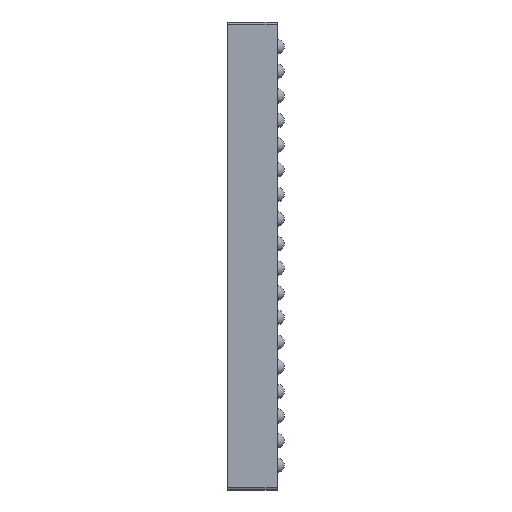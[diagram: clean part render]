
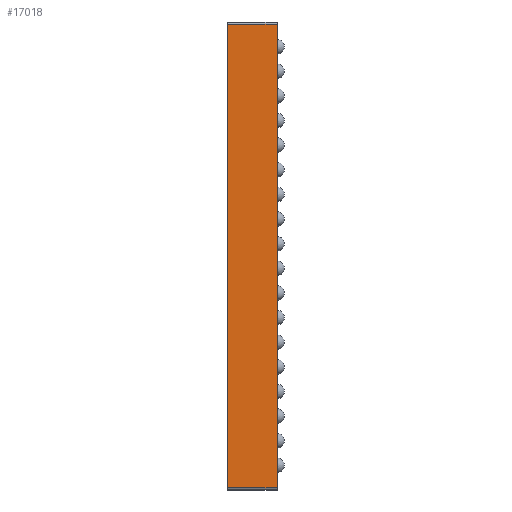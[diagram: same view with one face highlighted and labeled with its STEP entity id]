
A CAD part, left-side view. The second image highlights one B-rep face of the part: STEP entity #17018.
In plain terms, the highlighted planar face has unit normal (-1, 0, 0).
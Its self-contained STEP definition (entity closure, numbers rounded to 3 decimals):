
#469 = VECTOR ( 'NONE', #15190, 1000. ) ;
#666 = VERTEX_POINT ( 'NONE', #18147 ) ;
#1013 = LINE ( 'NONE', #3571, #469 ) ;
#1026 = VECTOR ( 'NONE', #5576, 1000. ) ;
#1168 = EDGE_CURVE ( 'NONE', #3227, #13104, #1013, .T. ) ;
#3227 = VERTEX_POINT ( 'NONE', #5159 ) ;
#3571 = CARTESIAN_POINT ( 'NONE',  ( -9.5, 2., 9.4 ) ) ;
#3967 = EDGE_CURVE ( 'NONE', #10443, #13104, #6211, .T. ) ;
#4992 = ORIENTED_EDGE ( 'NONE', *, *, #15768, .T. ) ;
#5033 = EDGE_CURVE ( 'NONE', #666, #3227, #5439, .T. ) ;
#5159 = CARTESIAN_POINT ( 'NONE',  ( -9.5, 2., 9.4 ) ) ;
#5439 = LINE ( 'NONE', #8912, #1026 ) ;
#5443 = ORIENTED_EDGE ( 'NONE', *, *, #1168, .F. ) ;
#5576 = DIRECTION ( 'NONE',  ( 0., 0., 1. ) ) ;
#6037 = ORIENTED_EDGE ( 'NONE', *, *, #3967, .T. ) ;
#6211 = LINE ( 'NONE', #15720, #14539 ) ;
#6387 = LINE ( 'NONE', #6922, #19201 ) ;
#6624 = CARTESIAN_POINT ( 'NONE',  ( -9.5, 0., -9.4 ) ) ;
#6922 = CARTESIAN_POINT ( 'NONE',  ( -9.5, 2., -9.4 ) ) ;
#8167 = DIRECTION ( 'NONE',  ( 1., 0., 0. ) ) ;
#8440 = DIRECTION ( 'NONE',  ( 0., -1., 0. ) ) ;
#8912 = CARTESIAN_POINT ( 'NONE',  ( -9.5, 2., -9.4 ) ) ;
#9311 = DIRECTION ( 'NONE',  ( 0., 0., 1. ) ) ;
#10443 = VERTEX_POINT ( 'NONE', #6624 ) ;
#13104 = VERTEX_POINT ( 'NONE', #20462 ) ;
#14539 = VECTOR ( 'NONE', #9311, 1000. ) ;
#15190 = DIRECTION ( 'NONE',  ( 0., -1., 0. ) ) ;
#15720 = CARTESIAN_POINT ( 'NONE',  ( -9.5, 0., -9.4 ) ) ;
#15768 = EDGE_CURVE ( 'NONE', #666, #10443, #6387, .T. ) ;
#16162 = EDGE_LOOP ( 'NONE', ( #6037, #5443, #19429, #4992 ) ) ;
#17018 = ADVANCED_FACE ( 'NONE', ( #17804 ), #21449, .F. ) ;
#17804 = FACE_OUTER_BOUND ( 'NONE', #16162, .T. ) ;
#18146 = CARTESIAN_POINT ( 'NONE',  ( -9.5, 2., -9.4 ) ) ;
#18147 = CARTESIAN_POINT ( 'NONE',  ( -9.5, 2., -9.4 ) ) ;
#19201 = VECTOR ( 'NONE', #8440, 1000. ) ;
#19264 = AXIS2_PLACEMENT_3D ( 'NONE', #18146, #8167, #19840 ) ;
#19429 = ORIENTED_EDGE ( 'NONE', *, *, #5033, .F. ) ;
#19840 = DIRECTION ( 'NONE',  ( 0., 0., -1. ) ) ;
#20462 = CARTESIAN_POINT ( 'NONE',  ( -9.5, 0., 9.4 ) ) ;
#21449 = PLANE ( 'NONE',  #19264 ) ;
